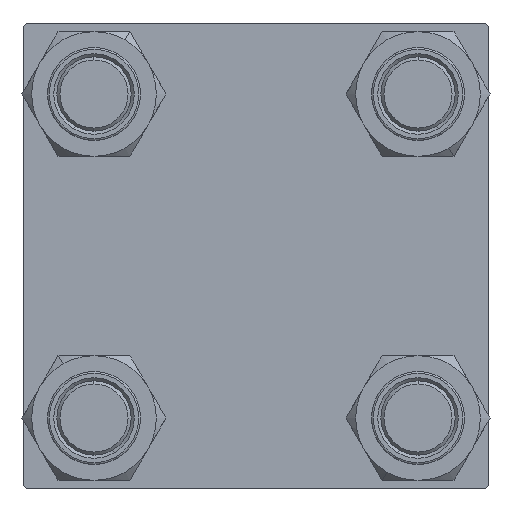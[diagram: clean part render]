
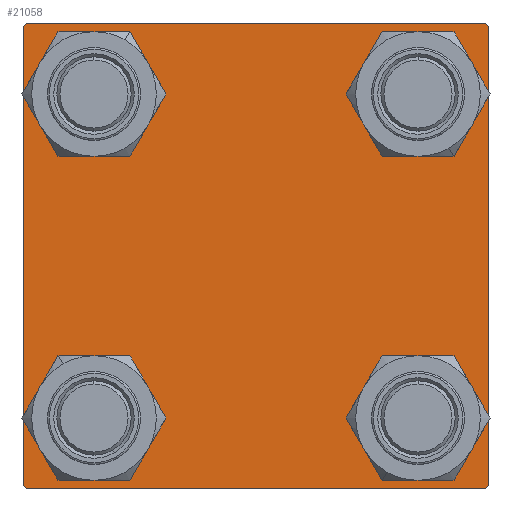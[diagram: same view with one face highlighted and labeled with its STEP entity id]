
A CAD part, left-side view. The second image highlights one B-rep face of the part: STEP entity #21058.
In plain terms, the highlighted planar face has unit normal (-1, 0, 0).
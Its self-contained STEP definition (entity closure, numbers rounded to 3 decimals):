
#53 = ORIENTED_EDGE ( 'NONE', *, *, #45596, .F. ) ;
#883 = EDGE_CURVE ( 'NONE', #9823, #18841, #23865, .T. ) ;
#902 = DIRECTION ( 'NONE',  ( 1., 0., 0. ) ) ;
#1126 = VERTEX_POINT ( 'NONE', #35218 ) ;
#1243 = CARTESIAN_POINT ( 'NONE',  ( 0., 0., 0. ) ) ;
#1942 = DIRECTION ( 'NONE',  ( 1., 0., 0. ) ) ;
#2324 = CARTESIAN_POINT ( 'NONE',  ( 0., -37.5, -37. ) ) ;
#2568 = CARTESIAN_POINT ( 'NONE',  ( 0., 37.5, 37. ) ) ;
#3062 = EDGE_CURVE ( 'NONE', #37936, #45176, #39389, .T. ) ;
#3300 = CARTESIAN_POINT ( 'NONE',  ( 0., -37., 37.5 ) ) ;
#3441 = ORIENTED_EDGE ( 'NONE', *, *, #37841, .T. ) ;
#4023 = CARTESIAN_POINT ( 'NONE',  ( 0., 26.15, 32.65 ) ) ;
#4465 = DIRECTION ( 'NONE',  ( 1., 0., 0. ) ) ;
#4941 = VECTOR ( 'NONE', #10723, 1000. ) ;
#5363 = EDGE_CURVE ( 'NONE', #42713, #33692, #49744, .T. ) ;
#5632 = CIRCLE ( 'NONE', #12922, 6.5 ) ;
#5893 = EDGE_CURVE ( 'NONE', #29687, #15926, #42735, .T. ) ;
#6159 = AXIS2_PLACEMENT_3D ( 'NONE', #8039, #902, #12602 ) ;
#6306 = EDGE_CURVE ( 'NONE', #14185, #50125, #46793, .T. ) ;
#6938 = VERTEX_POINT ( 'NONE', #18005 ) ;
#7236 = CARTESIAN_POINT ( 'NONE',  ( 0., -26.15, 26.15 ) ) ;
#7892 = VERTEX_POINT ( 'NONE', #3300 ) ;
#8039 = CARTESIAN_POINT ( 'NONE',  ( 0., -26.15, 26.15 ) ) ;
#8765 = DIRECTION ( 'NONE',  ( 0., 0., -1. ) ) ;
#9209 = CARTESIAN_POINT ( 'NONE',  ( 0., 26.15, -26.15 ) ) ;
#9823 = VERTEX_POINT ( 'NONE', #4023 ) ;
#9942 = ORIENTED_EDGE ( 'NONE', *, *, #5363, .T. ) ;
#10141 = DIRECTION ( 'NONE',  ( 0., 0., 1. ) ) ;
#10291 = EDGE_CURVE ( 'NONE', #14692, #7892, #13523, .T. ) ;
#10323 = ORIENTED_EDGE ( 'NONE', *, *, #36748, .T. ) ;
#10330 = ORIENTED_EDGE ( 'NONE', *, *, #6306, .T. ) ;
#10500 = EDGE_LOOP ( 'NONE', ( #40444, #10330 ) ) ;
#10723 = DIRECTION ( 'NONE',  ( 0., -0.707, -0.707 ) ) ;
#10746 = CARTESIAN_POINT ( 'NONE',  ( 0., -26.15, 19.65 ) ) ;
#10787 = LINE ( 'NONE', #45182, #33529 ) ;
#10845 = DIRECTION ( 'NONE',  ( 0., -1., 0. ) ) ;
#11040 = EDGE_CURVE ( 'NONE', #15926, #29687, #38020, .T. ) ;
#12232 = LINE ( 'NONE', #23450, #48747 ) ;
#12602 = DIRECTION ( 'NONE',  ( 0., 0., 1. ) ) ;
#12922 = AXIS2_PLACEMENT_3D ( 'NONE', #7236, #14361, #22781 ) ;
#12955 = AXIS2_PLACEMENT_3D ( 'NONE', #42662, #4465, #35504 ) ;
#13420 = VECTOR ( 'NONE', #14856, 1000. ) ;
#13523 = LINE ( 'NONE', #26246, #32285 ) ;
#13613 = EDGE_LOOP ( 'NONE', ( #24151, #32645 ) ) ;
#14185 = VERTEX_POINT ( 'NONE', #10746 ) ;
#14361 = DIRECTION ( 'NONE',  ( 1., 0., 0. ) ) ;
#14692 = VERTEX_POINT ( 'NONE', #49758 ) ;
#14856 = DIRECTION ( 'NONE',  ( 0., 0.707, -0.707 ) ) ;
#15207 = CARTESIAN_POINT ( 'NONE',  ( 0., 37.5, -37. ) ) ;
#15422 = DIRECTION ( 'NONE',  ( 1., 0., 0. ) ) ;
#15722 = AXIS2_PLACEMENT_3D ( 'NONE', #27472, #25084, #17682 ) ;
#15798 = DIRECTION ( 'NONE',  ( 0., -0.707, 0.707 ) ) ;
#15926 = VERTEX_POINT ( 'NONE', #25795 ) ;
#16061 = EDGE_LOOP ( 'NONE', ( #44286, #49599 ) ) ;
#17104 = DIRECTION ( 'NONE',  ( 0., 0., 1. ) ) ;
#17682 = DIRECTION ( 'NONE',  ( 0., 0., 1. ) ) ;
#17786 = FACE_BOUND ( 'NONE', #13613, .T. ) ;
#17861 = DIRECTION ( 'NONE',  ( 1., 0., 0. ) ) ;
#17905 = AXIS2_PLACEMENT_3D ( 'NONE', #9209, #17861, #17104 ) ;
#18005 = CARTESIAN_POINT ( 'NONE',  ( 0., 37., -37.5 ) ) ;
#18481 = CARTESIAN_POINT ( 'NONE',  ( 0., -26.15, -26.15 ) ) ;
#18841 = VERTEX_POINT ( 'NONE', #31941 ) ;
#18913 = EDGE_CURVE ( 'NONE', #14692, #44906, #43656, .T. ) ;
#20277 = ORIENTED_EDGE ( 'NONE', *, *, #41939, .T. ) ;
#20593 = FACE_BOUND ( 'NONE', #10500, .T. ) ;
#20725 = EDGE_LOOP ( 'NONE', ( #38475, #3441, #20277, #30557, #21469, #33146, #53, #9942 ) ) ;
#21058 = ADVANCED_FACE ( 'NONE', ( #20593, #17786, #44281, #44028, #36124 ), #29493, .T. ) ;
#21213 = VERTEX_POINT ( 'NONE', #15207 ) ;
#21298 = CARTESIAN_POINT ( 'NONE',  ( 0., 26.15, -26.15 ) ) ;
#21469 = ORIENTED_EDGE ( 'NONE', *, *, #18913, .F. ) ;
#21539 = VECTOR ( 'NONE', #8765, 1000. ) ;
#22781 = DIRECTION ( 'NONE',  ( 0., 0., 1. ) ) ;
#23118 = EDGE_LOOP ( 'NONE', ( #10323, #25936 ) ) ;
#23450 = CARTESIAN_POINT ( 'NONE',  ( 0., -37.25, -37.25 ) ) ;
#23865 = CIRCLE ( 'NONE', #15722, 6.5 ) ;
#23935 = AXIS2_PLACEMENT_3D ( 'NONE', #21298, #1942, #44471 ) ;
#24151 = ORIENTED_EDGE ( 'NONE', *, *, #5893, .T. ) ;
#25084 = DIRECTION ( 'NONE',  ( 1., 0., 0. ) ) ;
#25457 = CARTESIAN_POINT ( 'NONE',  ( 0., -26.15, -26.15 ) ) ;
#25795 = CARTESIAN_POINT ( 'NONE',  ( 0., -26.15, -32.65 ) ) ;
#25936 = ORIENTED_EDGE ( 'NONE', *, *, #3062, .T. ) ;
#26087 = DIRECTION ( 'NONE',  ( 0., -1., 0. ) ) ;
#26246 = CARTESIAN_POINT ( 'NONE',  ( 0., -37.25, 37.25 ) ) ;
#26327 = VECTOR ( 'NONE', #10845, 1000. ) ;
#27472 = CARTESIAN_POINT ( 'NONE',  ( 0., 26.15, 26.15 ) ) ;
#27845 = LINE ( 'NONE', #39559, #31930 ) ;
#28256 = CARTESIAN_POINT ( 'NONE',  ( 0., 26.15, -19.65 ) ) ;
#29196 = CARTESIAN_POINT ( 'NONE',  ( 0., -26.15, 32.65 ) ) ;
#29493 = PLANE ( 'NONE',  #44378 ) ;
#29687 = VERTEX_POINT ( 'NONE', #49566 ) ;
#29870 = AXIS2_PLACEMENT_3D ( 'NONE', #18481, #15422, #49542 ) ;
#30557 = ORIENTED_EDGE ( 'NONE', *, *, #34604, .T. ) ;
#30973 = CARTESIAN_POINT ( 'NONE',  ( 0., 37.5, 37.5 ) ) ;
#31930 = VECTOR ( 'NONE', #42374, 1000. ) ;
#31941 = CARTESIAN_POINT ( 'NONE',  ( 0., 26.15, 19.65 ) ) ;
#32285 = VECTOR ( 'NONE', #44598, 1000. ) ;
#32645 = ORIENTED_EDGE ( 'NONE', *, *, #11040, .T. ) ;
#32731 = EDGE_CURVE ( 'NONE', #50125, #14185, #5632, .T. ) ;
#33146 = ORIENTED_EDGE ( 'NONE', *, *, #10291, .T. ) ;
#33529 = VECTOR ( 'NONE', #26087, 1000. ) ;
#33692 = VERTEX_POINT ( 'NONE', #2568 ) ;
#34102 = EDGE_CURVE ( 'NONE', #18841, #9823, #50351, .T. ) ;
#34604 = EDGE_CURVE ( 'NONE', #1126, #44906, #12232, .T. ) ;
#35218 = CARTESIAN_POINT ( 'NONE',  ( 0., -37., -37.5 ) ) ;
#35504 = DIRECTION ( 'NONE',  ( 0., 0., 1. ) ) ;
#36124 = FACE_OUTER_BOUND ( 'NONE', #20725, .T. ) ;
#36748 = EDGE_CURVE ( 'NONE', #45176, #37936, #39872, .T. ) ;
#37000 = AXIS2_PLACEMENT_3D ( 'NONE', #25457, #41259, #45062 ) ;
#37841 = EDGE_CURVE ( 'NONE', #21213, #6938, #45618, .T. ) ;
#37936 = VERTEX_POINT ( 'NONE', #46619 ) ;
#37976 = CARTESIAN_POINT ( 'NONE',  ( 0., 37.25, -37.25 ) ) ;
#38020 = CIRCLE ( 'NONE', #29870, 6.5 ) ;
#38475 = ORIENTED_EDGE ( 'NONE', *, *, #42089, .T. ) ;
#38851 = LINE ( 'NONE', #30973, #26327 ) ;
#39389 = CIRCLE ( 'NONE', #23935, 6.5 ) ;
#39559 = CARTESIAN_POINT ( 'NONE',  ( 0., 37.5, 37.5 ) ) ;
#39872 = CIRCLE ( 'NONE', #17905, 6.5 ) ;
#40444 = ORIENTED_EDGE ( 'NONE', *, *, #32731, .T. ) ;
#41259 = DIRECTION ( 'NONE',  ( 1., 0., 0. ) ) ;
#41939 = EDGE_CURVE ( 'NONE', #6938, #1126, #10787, .T. ) ;
#42089 = EDGE_CURVE ( 'NONE', #33692, #21213, #27845, .T. ) ;
#42374 = DIRECTION ( 'NONE',  ( 0., 0., -1. ) ) ;
#42662 = CARTESIAN_POINT ( 'NONE',  ( 0., 26.15, 26.15 ) ) ;
#42696 = CARTESIAN_POINT ( 'NONE',  ( 0., 37., 37.5 ) ) ;
#42713 = VERTEX_POINT ( 'NONE', #42696 ) ;
#42735 = CIRCLE ( 'NONE', #37000, 6.5 ) ;
#43656 = LINE ( 'NONE', #43909, #21539 ) ;
#43909 = CARTESIAN_POINT ( 'NONE',  ( 0., -37.5, 37.5 ) ) ;
#44028 = FACE_BOUND ( 'NONE', #16061, .T. ) ;
#44281 = FACE_BOUND ( 'NONE', #23118, .T. ) ;
#44286 = ORIENTED_EDGE ( 'NONE', *, *, #883, .T. ) ;
#44378 = AXIS2_PLACEMENT_3D ( 'NONE', #1243, #44782, #10141 ) ;
#44471 = DIRECTION ( 'NONE',  ( 0., 0., 1. ) ) ;
#44598 = DIRECTION ( 'NONE',  ( 0., 0.707, 0.707 ) ) ;
#44782 = DIRECTION ( 'NONE',  ( -1., 0., 0. ) ) ;
#44906 = VERTEX_POINT ( 'NONE', #2324 ) ;
#45062 = DIRECTION ( 'NONE',  ( 0., 0., 1. ) ) ;
#45176 = VERTEX_POINT ( 'NONE', #28256 ) ;
#45182 = CARTESIAN_POINT ( 'NONE',  ( 0., 37.5, -37.5 ) ) ;
#45596 = EDGE_CURVE ( 'NONE', #42713, #7892, #38851, .T. ) ;
#45618 = LINE ( 'NONE', #37976, #4941 ) ;
#46438 = CARTESIAN_POINT ( 'NONE',  ( 0., 37.25, 37.25 ) ) ;
#46619 = CARTESIAN_POINT ( 'NONE',  ( 0., 26.15, -32.65 ) ) ;
#46793 = CIRCLE ( 'NONE', #6159, 6.5 ) ;
#48747 = VECTOR ( 'NONE', #15798, 1000. ) ;
#49542 = DIRECTION ( 'NONE',  ( 0., 0., 1. ) ) ;
#49566 = CARTESIAN_POINT ( 'NONE',  ( 0., -26.15, -19.65 ) ) ;
#49599 = ORIENTED_EDGE ( 'NONE', *, *, #34102, .T. ) ;
#49744 = LINE ( 'NONE', #46438, #13420 ) ;
#49758 = CARTESIAN_POINT ( 'NONE',  ( 0., -37.5, 37. ) ) ;
#50125 = VERTEX_POINT ( 'NONE', #29196 ) ;
#50351 = CIRCLE ( 'NONE', #12955, 6.5 ) ;
